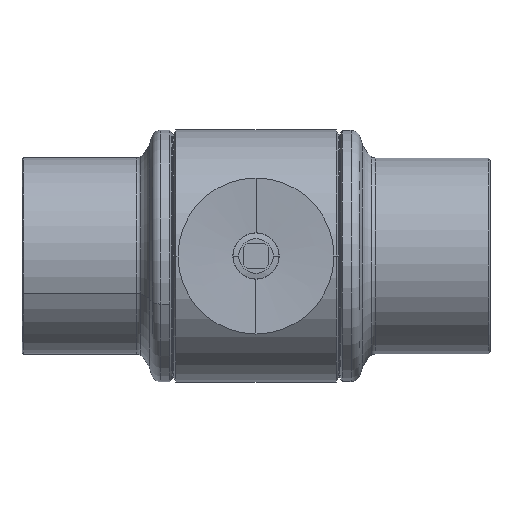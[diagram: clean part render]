
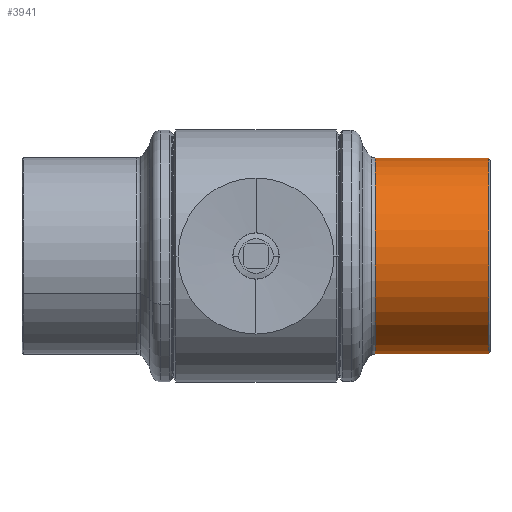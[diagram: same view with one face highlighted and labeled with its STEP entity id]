
A CAD part, front view. The second image highlights one B-rep face of the part: STEP entity #3941.
In plain terms, the highlighted cylindrical face has radius 315 mm (diameter 630 mm), a partial arc.
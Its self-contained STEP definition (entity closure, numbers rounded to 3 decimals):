
#11 = CARTESIAN_POINT ( 'NONE',  ( 0., 0., -315. ) ) ;
#29 = EDGE_CURVE ( 'NONE', #2660, #5391, #1560, .T. ) ;
#149 = CIRCLE ( 'NONE', #5879, 315. ) ;
#247 = AXIS2_PLACEMENT_3D ( 'NONE', #3189, #5341, #5448 ) ;
#260 = FACE_OUTER_BOUND ( 'NONE', #2103, .T. ) ;
#281 = DIRECTION ( 'NONE',  ( 0., -1., 0. ) ) ;
#713 = CARTESIAN_POINT ( 'NONE',  ( 0., -373.959, 315. ) ) ;
#875 = DIRECTION ( 'NONE',  ( 0., -1., 0. ) ) ;
#1171 = CARTESIAN_POINT ( 'NONE',  ( 0., -9.921, -315. ) ) ;
#1352 = ORIENTED_EDGE ( 'NONE', *, *, #1440, .F. ) ;
#1427 = EDGE_CURVE ( 'NONE', #2394, #5391, #2750, .T. ) ;
#1440 = EDGE_CURVE ( 'NONE', #3581, #2394, #3441, .T. ) ;
#1560 = LINE ( 'NONE', #11, #4397 ) ;
#1795 = DIRECTION ( 'NONE',  ( 0., -1., 0. ) ) ;
#1976 = VECTOR ( 'NONE', #281, 1000. ) ;
#2047 = CARTESIAN_POINT ( 'NONE',  ( 0., -9.921, 315. ) ) ;
#2103 = EDGE_LOOP ( 'NONE', ( #1352, #2813, #2924, #3098 ) ) ;
#2109 = EDGE_CURVE ( 'NONE', #3581, #2660, #149, .T. ) ;
#2394 = VERTEX_POINT ( 'NONE', #713 ) ;
#2660 = VERTEX_POINT ( 'NONE', #1171 ) ;
#2750 = CIRCLE ( 'NONE', #2979, 315. ) ;
#2813 = ORIENTED_EDGE ( 'NONE', *, *, #2109, .T. ) ;
#2924 = ORIENTED_EDGE ( 'NONE', *, *, #29, .T. ) ;
#2979 = AXIS2_PLACEMENT_3D ( 'NONE', #6639, #1795, #4460 ) ;
#3042 = CYLINDRICAL_SURFACE ( 'NONE', #247, 315. ) ;
#3098 = ORIENTED_EDGE ( 'NONE', *, *, #1427, .F. ) ;
#3189 = CARTESIAN_POINT ( 'NONE',  ( 0., 0., 0. ) ) ;
#3441 = LINE ( 'NONE', #5059, #1976 ) ;
#3571 = CARTESIAN_POINT ( 'NONE',  ( 0., -9.921, 0. ) ) ;
#3581 = VERTEX_POINT ( 'NONE', #2047 ) ;
#3624 = DIRECTION ( 'NONE',  ( 0., -1., 0. ) ) ;
#3941 = ADVANCED_FACE ( 'NONE', ( #260 ), #3042, .T. ) ;
#4025 = CARTESIAN_POINT ( 'NONE',  ( 0., -373.959, -315. ) ) ;
#4397 = VECTOR ( 'NONE', #3624, 1000. ) ;
#4460 = DIRECTION ( 'NONE',  ( 0., 0., -1. ) ) ;
#5059 = CARTESIAN_POINT ( 'NONE',  ( 0., 0., 315. ) ) ;
#5341 = DIRECTION ( 'NONE',  ( 0., -1., 0. ) ) ;
#5391 = VERTEX_POINT ( 'NONE', #4025 ) ;
#5448 = DIRECTION ( 'NONE',  ( 0., 0., -1. ) ) ;
#5879 = AXIS2_PLACEMENT_3D ( 'NONE', #3571, #875, #6767 ) ;
#6639 = CARTESIAN_POINT ( 'NONE',  ( 0., -373.959, 0. ) ) ;
#6767 = DIRECTION ( 'NONE',  ( 0., 0., -1. ) ) ;
